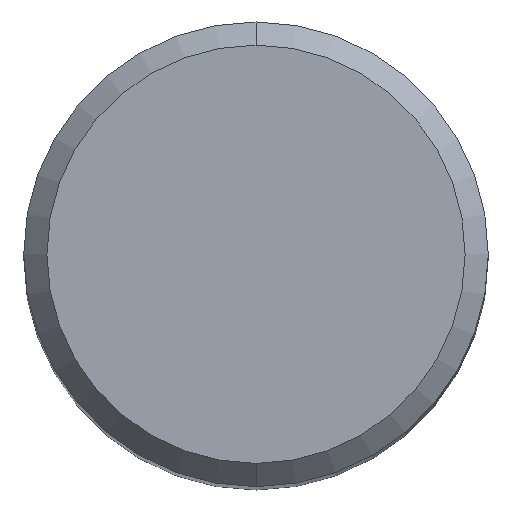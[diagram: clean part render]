
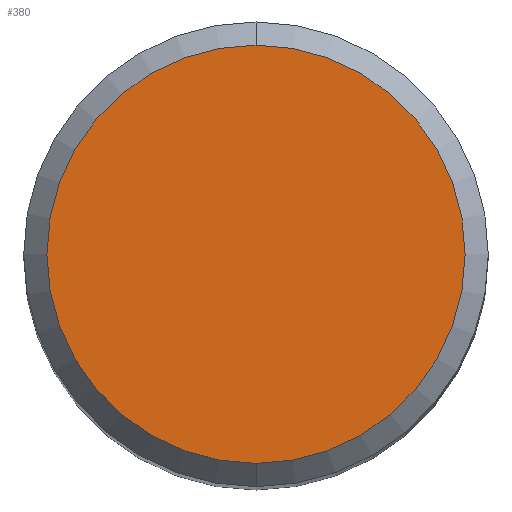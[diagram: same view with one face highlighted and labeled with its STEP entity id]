
A CAD part, top view. The second image highlights one B-rep face of the part: STEP entity #380.
In plain terms, the highlighted planar face has unit normal (0, 0, 1).
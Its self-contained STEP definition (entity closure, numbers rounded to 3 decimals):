
#210=EDGE_CURVE('',#290,#238,#513,.T.);
#238=VERTEX_POINT('',#543);
#268=EDGE_CURVE('',#238,#290,#575,.T.);
#290=VERTEX_POINT('',#598);
#380=ADVANCED_FACE('',(#705),#706,.T.);
#513=CIRCLE('',#886,7.2);
#543=CARTESIAN_POINT('',(0.0,7.2,0.0));
#575=CIRCLE('',#1074,7.2);
#598=CARTESIAN_POINT('',(0.,-7.2,0.0));
#705=FACE_OUTER_BOUND('',#1323,.T.);
#706=PLANE('',#1324);
#886=AXIS2_PLACEMENT_3D('',#1515,#1516,#1517);
#1074=AXIS2_PLACEMENT_3D('',#1569,#1570,#1571);
#1323=EDGE_LOOP('',(#1761,#1762));
#1324=AXIS2_PLACEMENT_3D('',#1763,#1764,#1765);
#1515=CARTESIAN_POINT('',(0.0,0.0,0.0));
#1516=DIRECTION('',(0.0,0.0,-1.0));
#1517=DIRECTION('',(0.0,1.0,0.0));
#1569=CARTESIAN_POINT('',(0.0,0.0,0.0));
#1570=DIRECTION('',(0.0,0.0,-1.0));
#1571=DIRECTION('',(0.0,1.0,0.0));
#1761=ORIENTED_EDGE('',*,*,#268,.F.);
#1762=ORIENTED_EDGE('',*,*,#210,.F.);
#1763=CARTESIAN_POINT('',(0.0,3.6,0.0));
#1764=DIRECTION('',(-0.0,0.0,1.0));
#1765=DIRECTION('',(0.0,-1.0,0.0));
